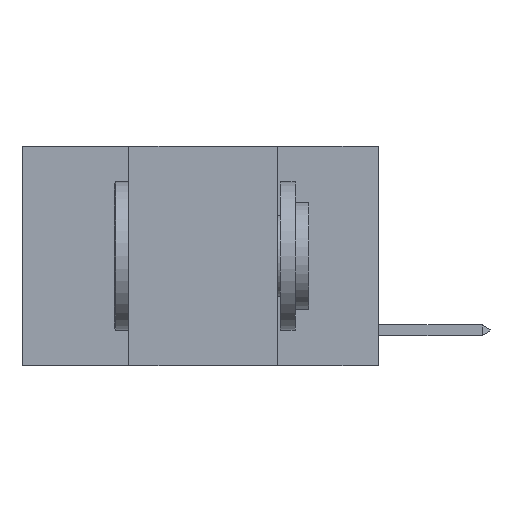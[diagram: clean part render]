
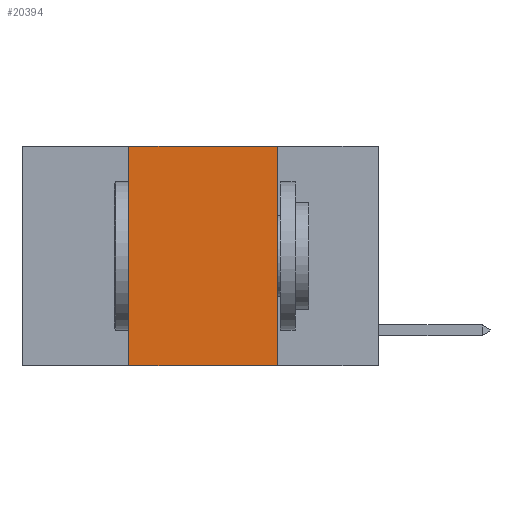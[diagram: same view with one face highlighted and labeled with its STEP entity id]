
A CAD part, left-side view. The second image highlights one B-rep face of the part: STEP entity #20394.
In plain terms, the highlighted planar face has unit normal (-1, 0, 0).
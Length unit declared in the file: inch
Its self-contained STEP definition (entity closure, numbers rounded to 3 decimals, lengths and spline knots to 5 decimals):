
#141 = EDGE_CURVE ( 'NONE', #23515, #16684, #3247, .T. ) ;
#608 = EDGE_LOOP ( 'NONE', ( #5989, #24744, #16444, #16561 ) ) ;
#1526 = CARTESIAN_POINT ( 'NONE',  ( 0., 0.42, 0. ) ) ;
#1873 = AXIS2_PLACEMENT_3D ( 'NONE', #24303, #21929, #13976 ) ;
#3247 = LINE ( 'NONE', #1526, #24009 ) ;
#4233 = FACE_OUTER_BOUND ( 'NONE', #608, .T. ) ;
#4816 = CARTESIAN_POINT ( 'NONE',  ( 0., 0.6, -0.37 ) ) ;
#5909 = EDGE_CURVE ( 'NONE', #23515, #13223, #23448, .T. ) ;
#5989 = ORIENTED_EDGE ( 'NONE', *, *, #13074, .F. ) ;
#6126 = CARTESIAN_POINT ( 'NONE',  ( 0., 0.17, 0. ) ) ;
#8617 = DIRECTION ( 'NONE',  ( 0., 0., -1. ) ) ;
#10897 = VECTOR ( 'NONE', #8617, 39.37008 ) ;
#11289 = EDGE_CURVE ( 'NONE', #16684, #14178, #22742, .T. ) ;
#12413 = VECTOR ( 'NONE', #23864, 39.37008 ) ;
#13074 = EDGE_CURVE ( 'NONE', #14178, #13223, #25648, .T. ) ;
#13223 = VERTEX_POINT ( 'NONE', #23292 ) ;
#13976 = DIRECTION ( 'NONE',  ( 0., 0., -1. ) ) ;
#14178 = VERTEX_POINT ( 'NONE', #21757 ) ;
#15968 = VECTOR ( 'NONE', #21059, 39.37008 ) ;
#16034 = DIRECTION ( 'NONE',  ( 0., 0., 1. ) ) ;
#16444 = ORIENTED_EDGE ( 'NONE', *, *, #141, .F. ) ;
#16561 = ORIENTED_EDGE ( 'NONE', *, *, #5909, .T. ) ;
#16684 = VERTEX_POINT ( 'NONE', #25467 ) ;
#17986 = CARTESIAN_POINT ( 'NONE',  ( 0., 0.6, 0. ) ) ;
#18247 = PLANE ( 'NONE',  #1873 ) ;
#20394 = ADVANCED_FACE ( 'NONE', ( #4233 ), #18247, .F. ) ;
#21059 = DIRECTION ( 'NONE',  ( 0., -1., 0. ) ) ;
#21757 = CARTESIAN_POINT ( 'NONE',  ( 0., 0.17, 0. ) ) ;
#21929 = DIRECTION ( 'NONE',  ( 1., 0., 0. ) ) ;
#22742 = LINE ( 'NONE', #17986, #12413 ) ;
#23083 = CARTESIAN_POINT ( 'NONE',  ( 0., 0.42, -0.37 ) ) ;
#23292 = CARTESIAN_POINT ( 'NONE',  ( 0., 0.17, -0.37 ) ) ;
#23448 = LINE ( 'NONE', #4816, #15968 ) ;
#23515 = VERTEX_POINT ( 'NONE', #23083 ) ;
#23864 = DIRECTION ( 'NONE',  ( 0., -1., 0. ) ) ;
#24009 = VECTOR ( 'NONE', #16034, 39.37008 ) ;
#24303 = CARTESIAN_POINT ( 'NONE',  ( 0., 0.6, 0. ) ) ;
#24744 = ORIENTED_EDGE ( 'NONE', *, *, #11289, .F. ) ;
#25467 = CARTESIAN_POINT ( 'NONE',  ( 0., 0.42, 0. ) ) ;
#25648 = LINE ( 'NONE', #6126, #10897 ) ;
